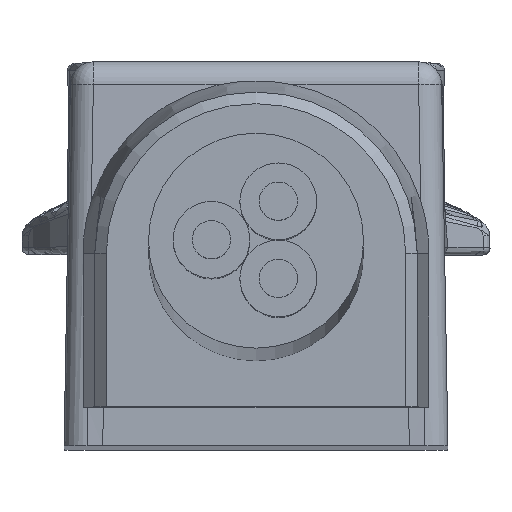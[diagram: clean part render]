
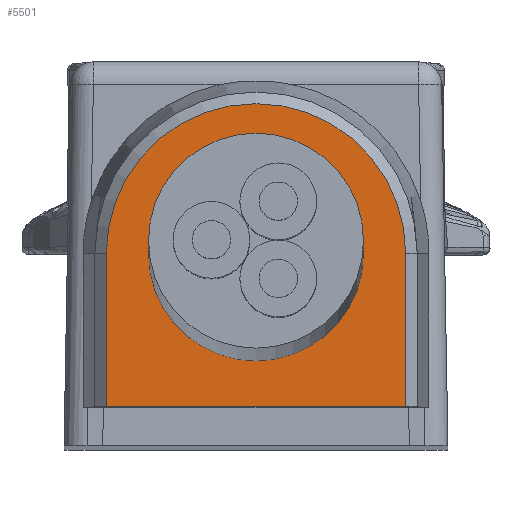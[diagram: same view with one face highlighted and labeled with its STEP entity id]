
A CAD part, top view. The second image highlights one B-rep face of the part: STEP entity #5501.
In plain terms, the highlighted planar face has unit normal (0, 0, 1).
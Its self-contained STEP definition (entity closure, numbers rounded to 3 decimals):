
#147=DIRECTION('',(1.,0.,0.));
#148=VECTOR('',#147,3.9);
#149=CARTESIAN_POINT('',(-1.95,0.5,19.5));
#150=LINE('',#149,#148);
#171=DIRECTION('',(0.,-1.,0.));
#172=VECTOR('',#171,2.);
#173=CARTESIAN_POINT('',(-1.95,2.5,19.5));
#174=LINE('',#173,#172);
#175=CARTESIAN_POINT('',(0.,2.5,19.5));
#176=DIRECTION('',(0.,0.,1.));
#177=DIRECTION('',(1.,0.,0.));
#178=AXIS2_PLACEMENT_3D('',#175,#176,#177);
#180=DIRECTION('',(0.,1.,0.));
#181=VECTOR('',#180,2.);
#182=CARTESIAN_POINT('',(1.95,0.5,19.5));
#183=LINE('',#182,#181);
#184=CARTESIAN_POINT('',(0.,2.5,19.5));
#185=DIRECTION('',(0.,0.,1.));
#186=DIRECTION('',(-0.866,0.5,0.));
#187=AXIS2_PLACEMENT_3D('',#184,#185,#186);
#189=CARTESIAN_POINT('',(0.,2.5,19.5));
#190=DIRECTION('',(0.,0.,-1.));
#191=DIRECTION('',(-0.866,0.5,0.));
#192=AXIS2_PLACEMENT_3D('',#189,#190,#191);
#4746=CARTESIAN_POINT('',(-1.95,2.5,19.5));
#4747=CARTESIAN_POINT('',(-1.95,0.5,19.5));
#4748=VERTEX_POINT('',#4746);
#4749=VERTEX_POINT('',#4747);
#4750=CARTESIAN_POINT('',(1.95,2.5,19.5));
#4751=VERTEX_POINT('',#4750);
#4752=CARTESIAN_POINT('',(1.95,0.5,19.5));
#4753=VERTEX_POINT('',#4752);
#4838=CARTESIAN_POINT('',(-1.212,3.2,19.5));
#4839=CARTESIAN_POINT('',(1.212,1.8,19.5));
#4840=VERTEX_POINT('',#4838);
#4841=VERTEX_POINT('',#4839);
#5483=CARTESIAN_POINT('',(0.,2.5,19.5));
#5484=DIRECTION('',(0.,0.,1.));
#5485=DIRECTION('',(-1.,0.,0.));
#5486=AXIS2_PLACEMENT_3D('',#5483,#5484,#5485);
#5487=PLANE('',#5486);
#5488=ORIENTED_EDGE('',*,*,#5429,.F.);
#5489=ORIENTED_EDGE('',*,*,#5463,.F.);
#5490=ORIENTED_EDGE('',*,*,#5473,.F.);
#5492=ORIENTED_EDGE('',*,*,#5491,.F.);
#5493=EDGE_LOOP('',(#5488,#5489,#5490,#5492));
#5494=FACE_OUTER_BOUND('',#5493,.F.);
#5496=ORIENTED_EDGE('',*,*,#5495,.T.);
#5498=ORIENTED_EDGE('',*,*,#5497,.F.);
#5499=EDGE_LOOP('',(#5496,#5498));
#5500=FACE_BOUND('',#5499,.F.);
#5501=ADVANCED_FACE('',(#5494,#5500),#5487,.T.);
#179=CIRCLE('',#178,1.95);
#188=CIRCLE('',#187,1.4);
#193=CIRCLE('',#192,1.4);
#5429=EDGE_CURVE('',#4749,#4753,#150,.T.);
#5463=EDGE_CURVE('',#4748,#4749,#174,.T.);
#5473=EDGE_CURVE('',#4751,#4748,#179,.T.);
#5491=EDGE_CURVE('',#4753,#4751,#183,.T.);
#5495=EDGE_CURVE('',#4840,#4841,#188,.T.);
#5497=EDGE_CURVE('',#4840,#4841,#193,.T.);
